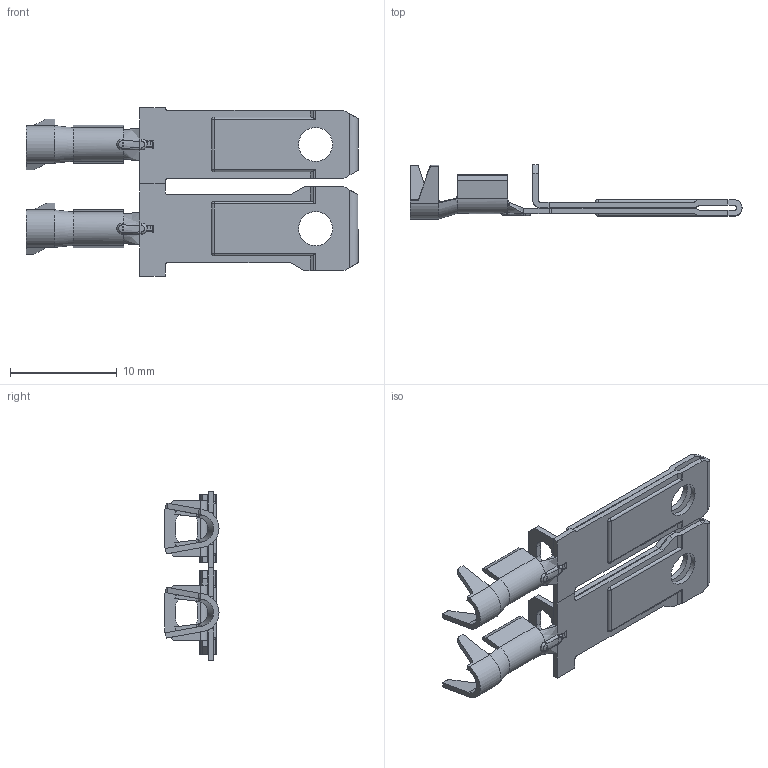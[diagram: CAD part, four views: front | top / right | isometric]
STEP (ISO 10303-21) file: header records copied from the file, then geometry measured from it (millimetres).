
FILE_DESCRIPTION (( 'STEP AP203' ), '1' );
FILE_NAME ('14192.STEP', '2015-01-20T12:48:18', ( '' ), ( '' ), 'SwSTEP 2.0', 'SolidWorks 2014', '' );
FILE_SCHEMA (( 'CONFIG_CONTROL_DESIGN' ));
Length unit declared in the file: inch
Products named in the file (3): PB817F2narrow; PB817F2wide; 14192
Assembly tree (2 placements, depth 2):
  14192
    PB817F2narrow
    PB817F2wide
Bounding box: 31.04 x 5.05 x 15.75 mm (x, y, z)
Volume: 330.7 mm3; surface area: 1524.6 mm2
Topology: 2 solids, 2 shells, 445 faces, 1179 edges, 732 vertices
Faces by surface type: plane 247, cylinder 112, bspline 42, torus 16, cone 16, sphere 12
Entity records: 14540 total; most frequent: CARTESIAN_POINT 3471, ORIENTED_EDGE 2342, DIRECTION 2127, EDGE_CURVE 1171, VECTOR 835, LINE 835, VERTEX_POINT 732, AXIS2_PLACEMENT_3D 646
